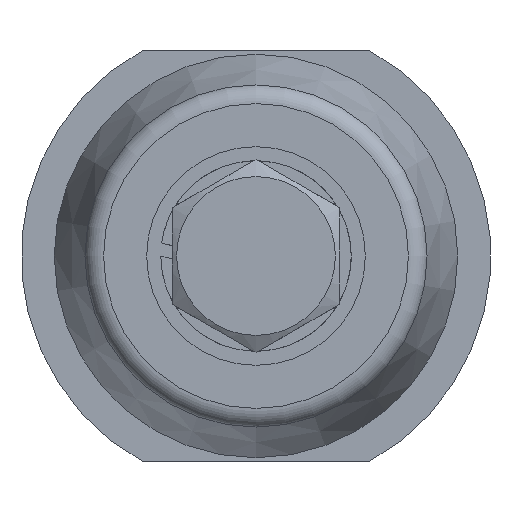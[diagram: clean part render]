
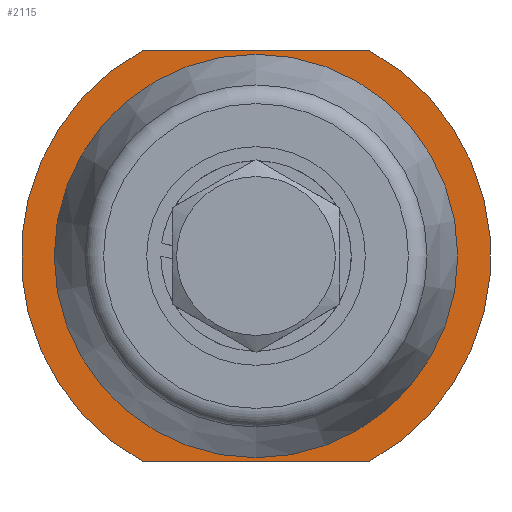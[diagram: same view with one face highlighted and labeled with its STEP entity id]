
A CAD part, front view. The second image highlights one B-rep face of the part: STEP entity #2115.
In plain terms, the highlighted planar face has unit normal (0, -1, 0).
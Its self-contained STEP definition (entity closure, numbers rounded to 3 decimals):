
#25 = VECTOR ( 'NONE', #311, 1000. ) ;
#69 = DIRECTION ( 'NONE',  ( 0., 0., 1. ) ) ;
#90 = CARTESIAN_POINT ( 'NONE',  ( 8.779, -5., 16. ) ) ;
#154 = CARTESIAN_POINT ( 'NONE',  ( 15.679, -5., 16. ) ) ;
#166 = VERTEX_POINT ( 'NONE', #1732 ) ;
#185 = EDGE_CURVE ( 'NONE', #937, #1793, #425, .T. ) ;
#204 = CARTESIAN_POINT ( 'NONE',  ( 0., -5., 0. ) ) ;
#218 = AXIS2_PLACEMENT_3D ( 'NONE', #2073, #1072, #69 ) ;
#284 = ORIENTED_EDGE ( 'NONE', *, *, #185, .F. ) ;
#311 = DIRECTION ( 'NONE',  ( -1., 0., 0. ) ) ;
#337 = CARTESIAN_POINT ( 'NONE',  ( 0., -5., 0. ) ) ;
#348 = FACE_OUTER_BOUND ( 'NONE', #1882, .T. ) ;
#349 = VECTOR ( 'NONE', #1058, 1000. ) ;
#361 = DIRECTION ( 'NONE',  ( 0., 0., 1. ) ) ;
#425 = CIRCLE ( 'NONE', #218, 18.25 ) ;
#431 = DIRECTION ( 'NONE',  ( 0., 0., 1. ) ) ;
#481 = VERTEX_POINT ( 'NONE', #1145 ) ;
#508 = DIRECTION ( 'NONE',  ( 0., 0., 1. ) ) ;
#594 = PLANE ( 'NONE',  #2035 ) ;
#844 = ORIENTED_EDGE ( 'NONE', *, *, #1539, .T. ) ;
#937 = VERTEX_POINT ( 'NONE', #1995 ) ;
#1058 = DIRECTION ( 'NONE',  ( 1., 0., 0. ) ) ;
#1059 = ORIENTED_EDGE ( 'NONE', *, *, #1597, .F. ) ;
#1072 = DIRECTION ( 'NONE',  ( 0., 1., 0. ) ) ;
#1096 = AXIS2_PLACEMENT_3D ( 'NONE', #337, #1524, #508 ) ;
#1145 = CARTESIAN_POINT ( 'NONE',  ( 0., -5., 15.679 ) ) ;
#1230 = ORIENTED_EDGE ( 'NONE', *, *, #1256, .T. ) ;
#1247 = LINE ( 'NONE', #1399, #349 ) ;
#1256 = EDGE_CURVE ( 'NONE', #481, #481, #1414, .T. ) ;
#1353 = ORIENTED_EDGE ( 'NONE', *, *, #1633, .T. ) ;
#1366 = LINE ( 'NONE', #154, #25 ) ;
#1383 = DIRECTION ( 'NONE',  ( 0., 1., 0. ) ) ;
#1399 = CARTESIAN_POINT ( 'NONE',  ( 15.679, -5., -16. ) ) ;
#1414 = CIRCLE ( 'NONE', #1869, 15.679 ) ;
#1453 = DIRECTION ( 'NONE',  ( 0., 1., 0. ) ) ;
#1524 = DIRECTION ( 'NONE',  ( 0., 1., 0. ) ) ;
#1539 = EDGE_CURVE ( 'NONE', #2015, #1793, #1366, .T. ) ;
#1597 = EDGE_CURVE ( 'NONE', #2015, #166, #1745, .T. ) ;
#1633 = EDGE_CURVE ( 'NONE', #937, #166, #1247, .T. ) ;
#1638 = FACE_BOUND ( 'NONE', #2093, .T. ) ;
#1732 = CARTESIAN_POINT ( 'NONE',  ( 8.779, -5., -16. ) ) ;
#1745 = CIRCLE ( 'NONE', #1096, 18.25 ) ;
#1793 = VERTEX_POINT ( 'NONE', #1981 ) ;
#1869 = AXIS2_PLACEMENT_3D ( 'NONE', #204, #1383, #361 ) ;
#1882 = EDGE_LOOP ( 'NONE', ( #284, #1353, #1059, #844 ) ) ;
#1950 = CARTESIAN_POINT ( 'NONE',  ( 15.679, -5., 0. ) ) ;
#1981 = CARTESIAN_POINT ( 'NONE',  ( -8.779, -5., 16. ) ) ;
#1995 = CARTESIAN_POINT ( 'NONE',  ( -8.779, -5., -16. ) ) ;
#2015 = VERTEX_POINT ( 'NONE', #90 ) ;
#2035 = AXIS2_PLACEMENT_3D ( 'NONE', #1950, #1453, #431 ) ;
#2073 = CARTESIAN_POINT ( 'NONE',  ( 0., -5., 0. ) ) ;
#2093 = EDGE_LOOP ( 'NONE', ( #1230 ) ) ;
#2115 = ADVANCED_FACE ( 'NONE', ( #348, #1638 ), #594, .F. ) ;
